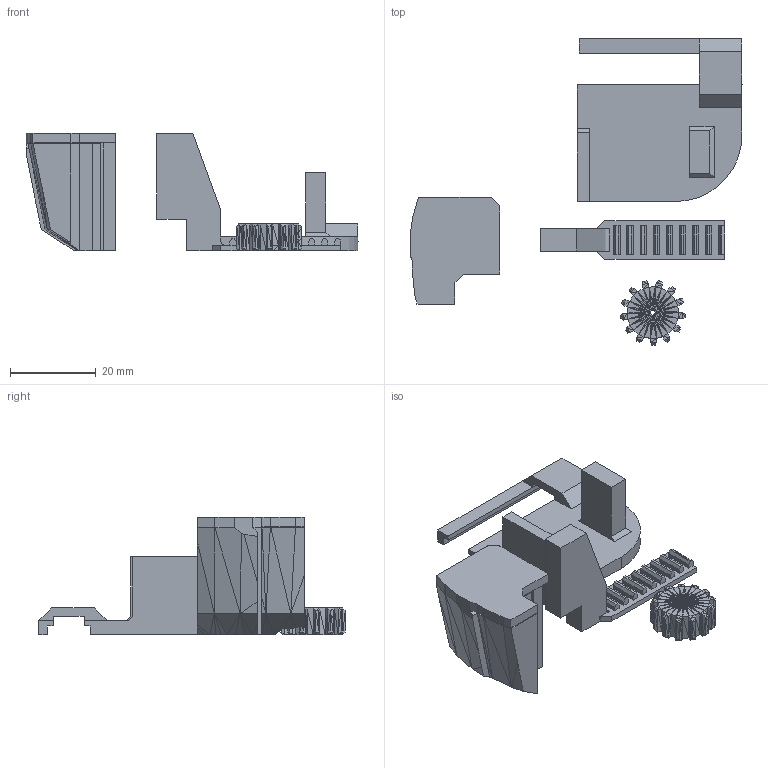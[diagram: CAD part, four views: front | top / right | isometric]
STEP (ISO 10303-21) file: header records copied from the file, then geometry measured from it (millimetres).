
FILE_DESCRIPTION(/* description */ (''),/* implementation_level */ '2;1');
FILE_NAME(/* name */ '4f856cf9-737c-4699-a2d6-17c92fc2ea57.stp',/* time_stamp */ '2022-04-02T07:20:23+00:00',/* author */ (''),/* organization */ (''),/* preprocessor_version */ 'ST-DEVELOPER v18.1',/* originating_system */ 'Autodesk Translation Framework v10.14.0.1471',/* authorisation */ '');
FILE_SCHEMA (('AUTOMOTIVE_DESIGN { 1 0 10303 214 3 1 1 }'));
Length unit declared in the file: millimetre
Products named in the file (1): Noise cone latch
Bounding box: 77.5 x 71.56 x 27.5 mm (x, y, z)
Volume: 16190.9 mm3; surface area: 11723.4 mm2
Topology: 5 solids, 5 shells, 1009 faces, 1753 edges, 763 vertices
Faces by surface type: plane 1003, cylinder 4, cone 2
Full cylindrical faces by diameter (mm): 5 x2
Entity records: 21962 total; most frequent: DIRECTION 3783, CARTESIAN_POINT 3526, ORIENTED_EDGE 3506, EDGE_CURVE 1753, LINE 1743, VECTOR 1743, EDGE_LOOP 1024, AXIS2_PLACEMENT_3D 1020
